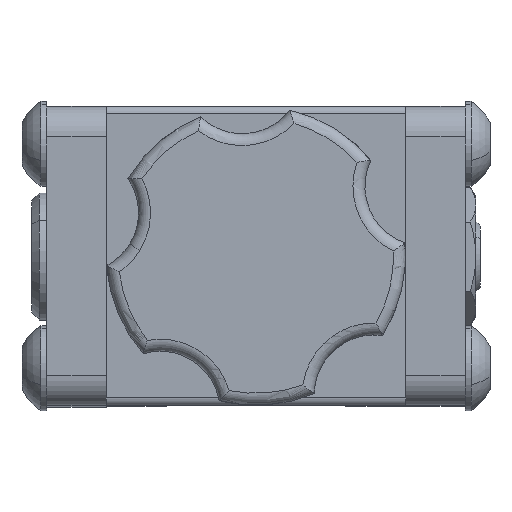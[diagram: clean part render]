
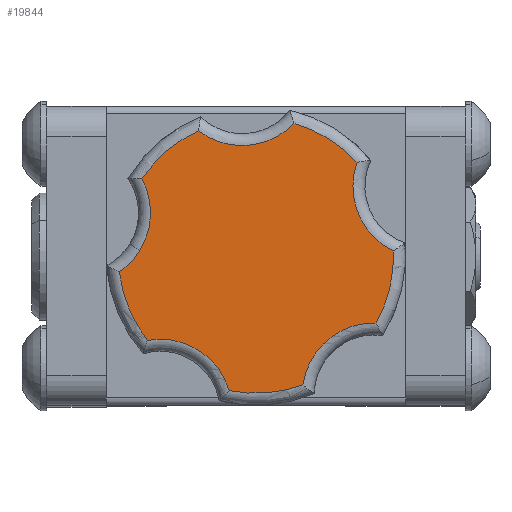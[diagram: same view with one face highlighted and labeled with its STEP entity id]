
A CAD part, top view. The second image highlights one B-rep face of the part: STEP entity #19844.
In plain terms, the highlighted face is planar.
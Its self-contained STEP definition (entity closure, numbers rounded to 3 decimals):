
#833 = CARTESIAN_POINT ( 'NONE',  ( -7.212, 5.712, -1.5 ) ) ;
#865 = CARTESIAN_POINT ( 'NONE',  ( -7.17, -9.868, -1.5 ) ) ;
#1033 = VERTEX_POINT ( 'NONE', #833 ) ;
#1039 = EDGE_CURVE ( 'NONE', #18657, #1033, #4061, .T. ) ;
#1420 = AXIS2_PLACEMENT_3D ( 'NONE', #7907, #3336, #4995 ) ;
#1578 = CARTESIAN_POINT ( 'NONE',  ( 0., 12.198, -1.5 ) ) ;
#1814 = DIRECTION ( 'NONE',  ( 1., 0., 0. ) ) ;
#1926 = ORIENTED_EDGE ( 'NONE', *, *, #13523, .T. ) ;
#2274 = CARTESIAN_POINT ( 'NONE',  ( -11.601, 3.769, -1.5 ) ) ;
#2577 = CARTESIAN_POINT ( 'NONE',  ( -11.601, 3.769, -1.5 ) ) ;
#2906 = VERTEX_POINT ( 'NONE', #13517 ) ;
#3053 = EDGE_CURVE ( 'NONE', #13760, #5505, #15959, .T. ) ;
#3058 = EDGE_CURVE ( 'NONE', #9960, #2906, #6050, .T. ) ;
#3274 = DIRECTION ( 'NONE',  ( 0., 0., -1. ) ) ;
#3336 = DIRECTION ( 'NONE',  ( 0., 0., 1. ) ) ;
#3775 = EDGE_CURVE ( 'NONE', #9593, #18657, #11028, .T. ) ;
#4061 = CIRCLE ( 'NONE', #4387, 4.8 ) ;
#4345 = CARTESIAN_POINT ( 'NONE',  ( 3.204, 8.624, -1.5 ) ) ;
#4387 = AXIS2_PLACEMENT_3D ( 'NONE', #2274, #8596, #14903 ) ;
#4995 = DIRECTION ( 'NONE',  ( 1., 0., 0. ) ) ;
#4998 = CIRCLE ( 'NONE', #19926, 9.2 ) ;
#5183 = DIRECTION ( 'NONE',  ( 0., 0., -1. ) ) ;
#5236 = CARTESIAN_POINT ( 'NONE',  ( 0., 0., -1.5 ) ) ;
#5355 = EDGE_CURVE ( 'NONE', #5505, #9960, #19902, .T. ) ;
#5393 = DIRECTION ( 'NONE',  ( 1., 0., 0. ) ) ;
#5505 = VERTEX_POINT ( 'NONE', #4345 ) ;
#5953 = EDGE_CURVE ( 'NONE', #1033, #13760, #4998, .T. ) ;
#6050 = CIRCLE ( 'NONE', #1420, 4.8 ) ;
#6229 = EDGE_CURVE ( 'NONE', #13132, #12931, #8251, .T. ) ;
#6394 = AXIS2_PLACEMENT_3D ( 'NONE', #2577, #13645, #18216 ) ;
#6534 = DIRECTION ( 'NONE',  ( 0., 0., 1. ) ) ;
#6683 = ORIENTED_EDGE ( 'NONE', *, *, #1039, .T. ) ;
#6783 = CIRCLE ( 'NONE', #9121, 9.2 ) ;
#6877 = CARTESIAN_POINT ( 'NONE',  ( 7.661, -5.094, -1.5 ) ) ;
#6929 = CARTESIAN_POINT ( 'NONE',  ( 0., 0., -1.5 ) ) ;
#7370 = ORIENTED_EDGE ( 'NONE', *, *, #5953, .T. ) ;
#7592 = DIRECTION ( 'NONE',  ( 0., 0., 1. ) ) ;
#7892 = DIRECTION ( 'NONE',  ( 0., 0., 1. ) ) ;
#7907 = CARTESIAN_POINT ( 'NONE',  ( 11.601, 3.769, -1.5 ) ) ;
#8246 = ORIENTED_EDGE ( 'NONE', *, *, #3058, .T. ) ;
#8251 = CIRCLE ( 'NONE', #14522, 4.8 ) ;
#8592 = CARTESIAN_POINT ( 'NONE',  ( 7.212, 5.712, -1.5 ) ) ;
#8596 = DIRECTION ( 'NONE',  ( 0., 0., 1. ) ) ;
#8730 = ORIENTED_EDGE ( 'NONE', *, *, #3775, .T. ) ;
#8912 = DIRECTION ( 'NONE',  ( 0., 0., -1. ) ) ;
#9121 = AXIS2_PLACEMENT_3D ( 'NONE', #6929, #11806, #18132 ) ;
#9287 = VERTEX_POINT ( 'NONE', #6877 ) ;
#9593 = VERTEX_POINT ( 'NONE', #14212 ) ;
#9768 = AXIS2_PLACEMENT_3D ( 'NONE', #5236, #3274, #19016 ) ;
#9960 = VERTEX_POINT ( 'NONE', #8592 ) ;
#10134 = ORIENTED_EDGE ( 'NONE', *, *, #12745, .T. ) ;
#10355 = CARTESIAN_POINT ( 'NONE',  ( 0., 0., -1.5 ) ) ;
#10413 = CARTESIAN_POINT ( 'NONE',  ( -3.204, 8.624, -1.5 ) ) ;
#10576 = ORIENTED_EDGE ( 'NONE', *, *, #3053, .T. ) ;
#10849 = FACE_OUTER_BOUND ( 'NONE', #17788, .T. ) ;
#10943 = PLANE ( 'NONE',  #12961 ) ;
#10953 = AXIS2_PLACEMENT_3D ( 'NONE', #10355, #8912, #16675 ) ;
#11028 = CIRCLE ( 'NONE', #6394, 4.8 ) ;
#11236 = EDGE_CURVE ( 'NONE', #2906, #9287, #6783, .T. ) ;
#11806 = DIRECTION ( 'NONE',  ( 0., 0., -1. ) ) ;
#12378 = AXIS2_PLACEMENT_3D ( 'NONE', #12538, #7892, #18863 ) ;
#12392 = CARTESIAN_POINT ( 'NONE',  ( -6.801, 3.769, -1.5 ) ) ;
#12512 = CARTESIAN_POINT ( 'NONE',  ( -7.661, -5.094, -1.5 ) ) ;
#12538 = CARTESIAN_POINT ( 'NONE',  ( 7.17, -9.868, -1.5 ) ) ;
#12656 = EDGE_CURVE ( 'NONE', #9287, #12868, #19670, .T. ) ;
#12701 = CARTESIAN_POINT ( 'NONE',  ( -5.801, 1.885, -1.5 ) ) ;
#12745 = EDGE_CURVE ( 'NONE', #12868, #13132, #15027, .T. ) ;
#12868 = VERTEX_POINT ( 'NONE', #19882 ) ;
#12931 = VERTEX_POINT ( 'NONE', #12512 ) ;
#12961 = AXIS2_PLACEMENT_3D ( 'NONE', #12701, #16007, #1814 ) ;
#13118 = CARTESIAN_POINT ( 'NONE',  ( -2.477, -8.86, -1.5 ) ) ;
#13132 = VERTEX_POINT ( 'NONE', #13118 ) ;
#13517 = CARTESIAN_POINT ( 'NONE',  ( 9.192, -0.382, -1.5 ) ) ;
#13523 = EDGE_CURVE ( 'NONE', #12931, #9593, #14387, .T. ) ;
#13645 = DIRECTION ( 'NONE',  ( 0., 0., 1. ) ) ;
#13693 = DIRECTION ( 'NONE',  ( 1., 0., 0. ) ) ;
#13760 = VERTEX_POINT ( 'NONE', #10413 ) ;
#14212 = CARTESIAN_POINT ( 'NONE',  ( -9.192, -0.382, -1.5 ) ) ;
#14218 = DIRECTION ( 'NONE',  ( 1., 0., 0. ) ) ;
#14387 = CIRCLE ( 'NONE', #9768, 9.2 ) ;
#14522 = AXIS2_PLACEMENT_3D ( 'NONE', #865, #7592, #13693 ) ;
#14903 = DIRECTION ( 'NONE',  ( 1., 0., 0. ) ) ;
#15027 = CIRCLE ( 'NONE', #19327, 9.2 ) ;
#15775 = DIRECTION ( 'NONE',  ( 0., 0., -1. ) ) ;
#15959 = CIRCLE ( 'NONE', #18612, 4.8 ) ;
#16007 = DIRECTION ( 'NONE',  ( 0., 0., 1. ) ) ;
#16675 = DIRECTION ( 'NONE',  ( 1., 0., 0. ) ) ;
#17293 = ORIENTED_EDGE ( 'NONE', *, *, #6229, .T. ) ;
#17342 = CARTESIAN_POINT ( 'NONE',  ( 0., 0., -1.5 ) ) ;
#17788 = EDGE_LOOP ( 'NONE', ( #1926, #8730, #6683, #7370, #10576, #19488, #8246, #18540, #19437, #10134, #17293 ) ) ;
#17914 = CARTESIAN_POINT ( 'NONE',  ( 0., 0., -1.5 ) ) ;
#18132 = DIRECTION ( 'NONE',  ( 1., 0., 0. ) ) ;
#18216 = DIRECTION ( 'NONE',  ( 1., 0., 0. ) ) ;
#18540 = ORIENTED_EDGE ( 'NONE', *, *, #11236, .T. ) ;
#18612 = AXIS2_PLACEMENT_3D ( 'NONE', #1578, #6534, #20332 ) ;
#18657 = VERTEX_POINT ( 'NONE', #12392 ) ;
#18863 = DIRECTION ( 'NONE',  ( 1., 0., 0. ) ) ;
#19016 = DIRECTION ( 'NONE',  ( 1., 0., 0. ) ) ;
#19327 = AXIS2_PLACEMENT_3D ( 'NONE', #17914, #5183, #5393 ) ;
#19437 = ORIENTED_EDGE ( 'NONE', *, *, #12656, .T. ) ;
#19488 = ORIENTED_EDGE ( 'NONE', *, *, #5355, .T. ) ;
#19670 = CIRCLE ( 'NONE', #12378, 4.8 ) ;
#19844 = ADVANCED_FACE ( 'NONE', ( #10849 ), #10943, .F. ) ;
#19882 = CARTESIAN_POINT ( 'NONE',  ( 2.477, -8.86, -1.5 ) ) ;
#19902 = CIRCLE ( 'NONE', #10953, 9.2 ) ;
#19926 = AXIS2_PLACEMENT_3D ( 'NONE', #17342, #15775, #14218 ) ;
#20332 = DIRECTION ( 'NONE',  ( 1., 0., 0. ) ) ;
